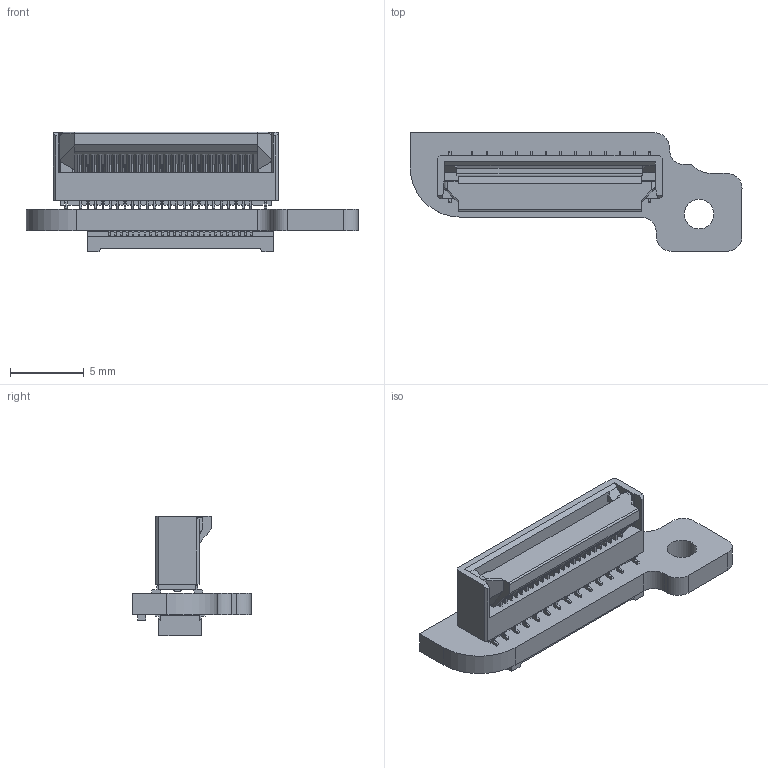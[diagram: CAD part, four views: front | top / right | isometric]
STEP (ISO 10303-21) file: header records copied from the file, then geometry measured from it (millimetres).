
FILE_DESCRIPTION(('Open CASCADE Model'),'2;1');
FILE_NAME('Open CASCADE Shape Model','2022-06-20T13:18:03',('Author'),( 'Open CASCADE'),'Open CASCADE STEP processor 6.8','Open CASCADE 6.8' ,'Unknown');
FILE_SCHEMA(('AUTOMOTIVE_DESIGN { 1 0 10303 214 1 1 1 1 }'));
Length unit declared in the file: millimetre
Products named in the file (10): PCB; Board; Open CASCADE STEP translator 6.8 1.1.1; R1; R-0402_0.4; J1; J-TF38-24S-0.5SV; TF38-24S-0_5SV_3D; J2; J-DF40C-50DS
Assembly tree (9 placements, depth 4):
  PCB
    Board
      Open CASCADE STEP translator 6.8 1.1.1
    R1
      R-0402_0.4
    J1
      J-TF38-24S-0.5SV
        TF38-24S-0_5SV_3D
    J2
      J-DF40C-50DS
Bounding box: 22.45 x 8 x 8.08 mm (x, y, z)
Volume: 396.1 mm3; surface area: 1020 mm2
Topology: 4 solids, 4 shells, 2220 faces, 6047 edges, 3994 vertices
Faces by surface type: plane 1686, cylinder 402, bspline 116, cone 8, torus 4, extrusion 4
Full cylindrical faces by diameter (mm): 2 x1
Entity records: 73309 total; most frequent: CARTESIAN_POINT 16099, ORIENTED_EDGE 12094, DIRECTION 11097, EDGE_CURVE 6047, VECTOR 5037, LINE 5033, VERTEX_POINT 3994, AXIS2_PLACEMENT_3D 3030
